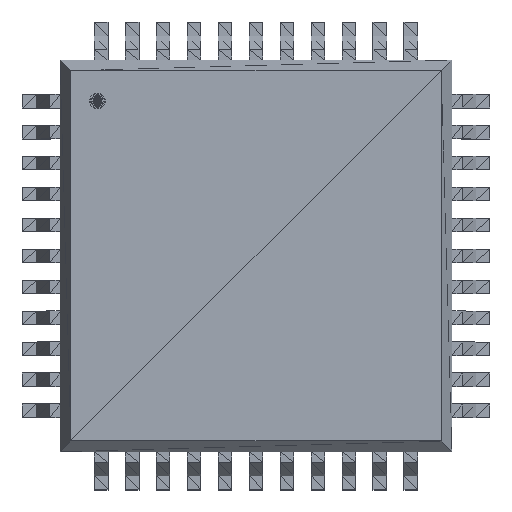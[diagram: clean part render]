
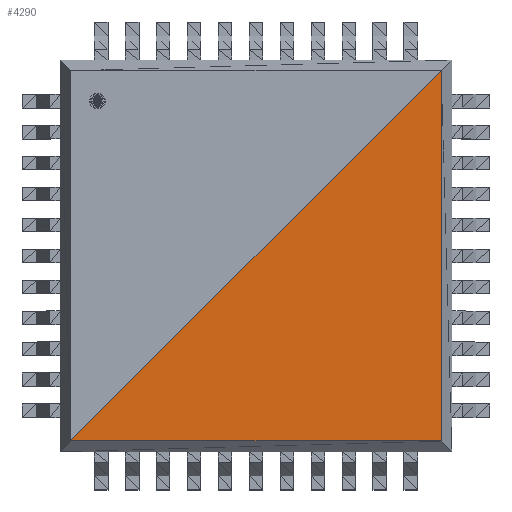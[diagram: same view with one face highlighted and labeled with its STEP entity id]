
A CAD part, top view. The second image highlights one B-rep face of the part: STEP entity #4290.
In plain terms, the highlighted planar face has unit normal (0, 0, 1).
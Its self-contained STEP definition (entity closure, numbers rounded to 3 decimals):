
#4290=ADVANCED_FACE('',(#4291),#4317,.F.);
#4291=FACE_OUTER_BOUND('',#4292,.T.);
#4292=EDGE_LOOP('',(#4293,#4295,#4297));
#4293=ORIENTED_EDGE('',*,*,#4294,.T.);
#4294=EDGE_CURVE('',#4299,#4301,#4303,.T.);
#4295=ORIENTED_EDGE('',*,*,#4296,.T.);
#4296=EDGE_CURVE('',#4301,#4307,#4309,.T.);
#4297=ORIENTED_EDGE('',*,*,#4298,.T.);
#4298=EDGE_CURVE('',#4307,#4299,#4313,.T.);
#4299=VERTEX_POINT('',#4300);
#4300=CARTESIAN_POINT('',(4.781,4.781,1.6));
#4301=VERTEX_POINT('',#4302);
#4302=CARTESIAN_POINT('',(4.781,-4.781,1.6));
#4303=LINE('',#4304,#4305);
#4304=CARTESIAN_POINT('',(4.781,4.781,1.6));
#4305=VECTOR('',#4306,1.0);
#4306=DIRECTION('',(0.0,1.0,0.0));
#4307=VERTEX_POINT('',#4308);
#4308=CARTESIAN_POINT('',(-4.781,-4.781,1.6));
#4309=LINE('',#4310,#4311);
#4310=CARTESIAN_POINT('',(4.781,-4.781,1.6));
#4311=VECTOR('',#4312,1.0);
#4312=DIRECTION('',(1.0,0.0,0.0));
#4313=LINE('',#4314,#4315);
#4314=CARTESIAN_POINT('',(-4.781,-4.781,1.6));
#4315=VECTOR('',#4316,1.0);
#4316=DIRECTION('',(-0.707,-0.707,0.0));
#4317=PLANE('',#4318);
#4318=AXIS2_PLACEMENT_3D('',#4319,#4320,#4321);
#4319=CARTESIAN_POINT('',(4.781,-4.781,1.6));
#4320=DIRECTION('',(0.0,0.0,-1.0));
#4321=DIRECTION('',(0.707,0.707,0.0));
